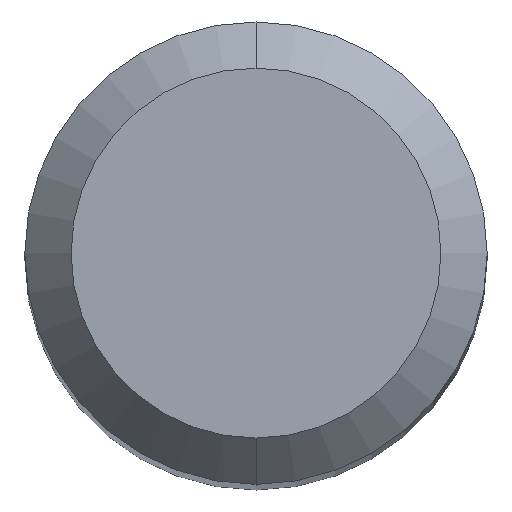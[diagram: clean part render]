
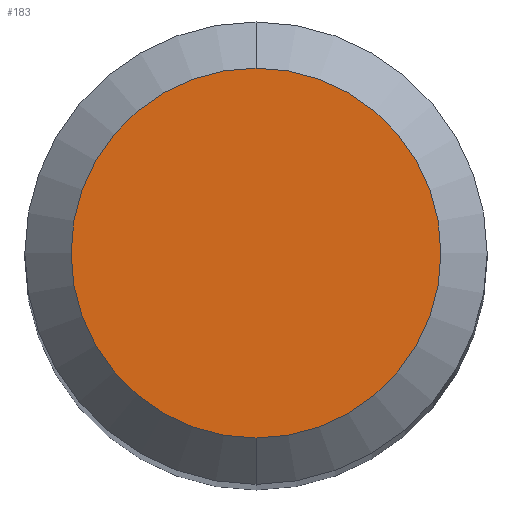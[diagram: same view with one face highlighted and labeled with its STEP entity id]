
A CAD part, top view. The second image highlights one B-rep face of the part: STEP entity #183.
In plain terms, the highlighted planar face has unit normal (0, 0, 1).
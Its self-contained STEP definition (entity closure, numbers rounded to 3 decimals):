
#2 = ORIENTED_EDGE ( 'NONE', *, *, #533, .F. ) ;
#23 = DIRECTION ( 'NONE',  ( 0., -1., 0. ) ) ;
#59 = ORIENTED_EDGE ( 'NONE', *, *, #411, .F. ) ;
#68 = CARTESIAN_POINT ( 'NONE',  ( 0., 0., 38. ) ) ;
#78 = VERTEX_POINT ( 'NONE', #330 ) ;
#113 = AXIS2_PLACEMENT_3D ( 'NONE', #499, #144, #445 ) ;
#115 = FACE_OUTER_BOUND ( 'NONE', #553, .T. ) ;
#144 = DIRECTION ( 'NONE',  ( 0., 0., -1. ) ) ;
#173 = DIRECTION ( 'NONE',  ( 0., 0., -1. ) ) ;
#180 = AXIS2_PLACEMENT_3D ( 'NONE', #68, #246, #23 ) ;
#183 = ADVANCED_FACE ( 'NONE', ( #115 ), #461, .T. ) ;
#246 = DIRECTION ( 'NONE',  ( 0., 0., 1. ) ) ;
#330 = CARTESIAN_POINT ( 'NONE',  ( 0., 1.6, 38. ) ) ;
#340 = DIRECTION ( 'NONE',  ( 0., 1., 0. ) ) ;
#411 = EDGE_CURVE ( 'NONE', #539, #78, #468, .T. ) ;
#412 = AXIS2_PLACEMENT_3D ( 'NONE', #567, #173, #340 ) ;
#419 = CIRCLE ( 'NONE', #113, 1.6 ) ;
#445 = DIRECTION ( 'NONE',  ( 0., 1., 0. ) ) ;
#461 = PLANE ( 'NONE',  #180 ) ;
#468 = CIRCLE ( 'NONE', #412, 1.6 ) ;
#499 = CARTESIAN_POINT ( 'NONE',  ( 0., 0., 38. ) ) ;
#533 = EDGE_CURVE ( 'NONE', #78, #539, #419, .T. ) ;
#539 = VERTEX_POINT ( 'NONE', #548 ) ;
#548 = CARTESIAN_POINT ( 'NONE',  ( 0., -1.6, 38. ) ) ;
#553 = EDGE_LOOP ( 'NONE', ( #2, #59 ) ) ;
#567 = CARTESIAN_POINT ( 'NONE',  ( 0., 0., 38. ) ) ;
